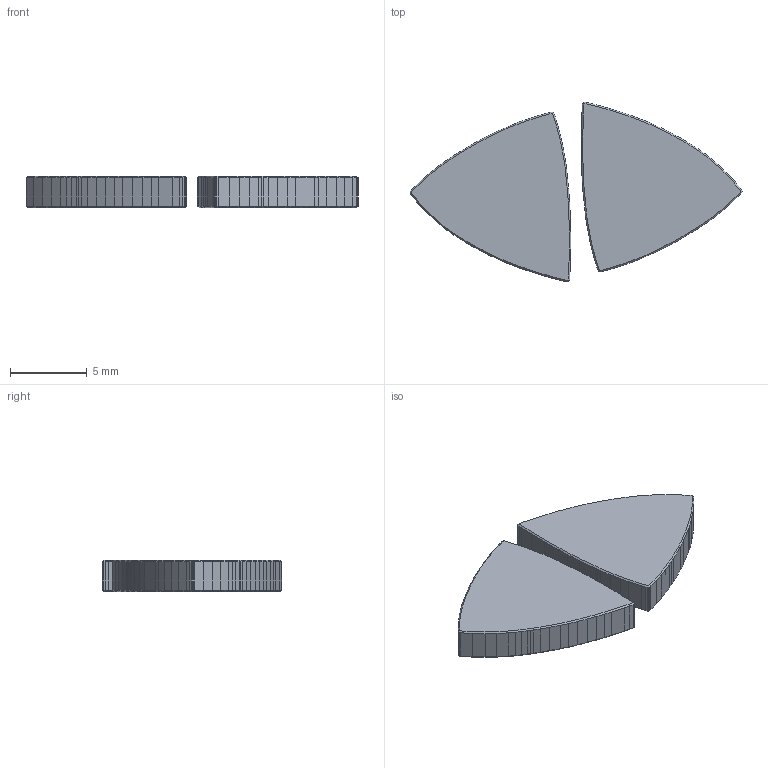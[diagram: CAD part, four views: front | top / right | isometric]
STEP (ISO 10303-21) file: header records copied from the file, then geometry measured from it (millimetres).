
FILE_DESCRIPTION(/* description */ ('STEP AP242','CAx-IF Rec.Pracs.---Representation and Presentation of Product Manufacturing Information (PMI)---4.0---2014-10-13','CAx-IF Rec.Pracs.---3D Tessellated Geometry---0.4---2014-09-14','2;1'),/* implementation_level */ '2;1');
FILE_NAME(/* name */ '67b4b2badc1ffe21f0bae253',/* time_stamp */ '2025-02-18T16:18:03Z',/* author */ (''),/* organization */ (''),/* preprocessor_version */ 'ST-DEVELOPER v20',/* originating_system */ 'ONSHAPE BY PTC INC, 1.193',/* authorisation */ ' ');
FILE_SCHEMA (('AP242_MANAGED_MODEL_BASED_3D_ENGINEERING_MIM_LF { 1 0 10303 442 1 1 4 }'));
Length unit declared in the file: metre
Products named in the file (2): Logo Ploopy; Logo Addition
Bounding box: 21.67 x 11.71 x 2.05 mm (x, y, z)
Volume: 298.4 mm3; surface area: 424.4 mm2
Topology: 2 solids, 2 shells, 428 faces, 1000 edges, 576 vertices
Faces by surface type: plane 428
Entity records: 11636 total; most frequent: CARTESIAN_POINT 2006, ORIENTED_EDGE 2000, DIRECTION 1860, EDGE_CURVE 1000, LINE 1000, VECTOR 1000, VERTEX_POINT 576, AXIS2_PLACEMENT_3D 430
